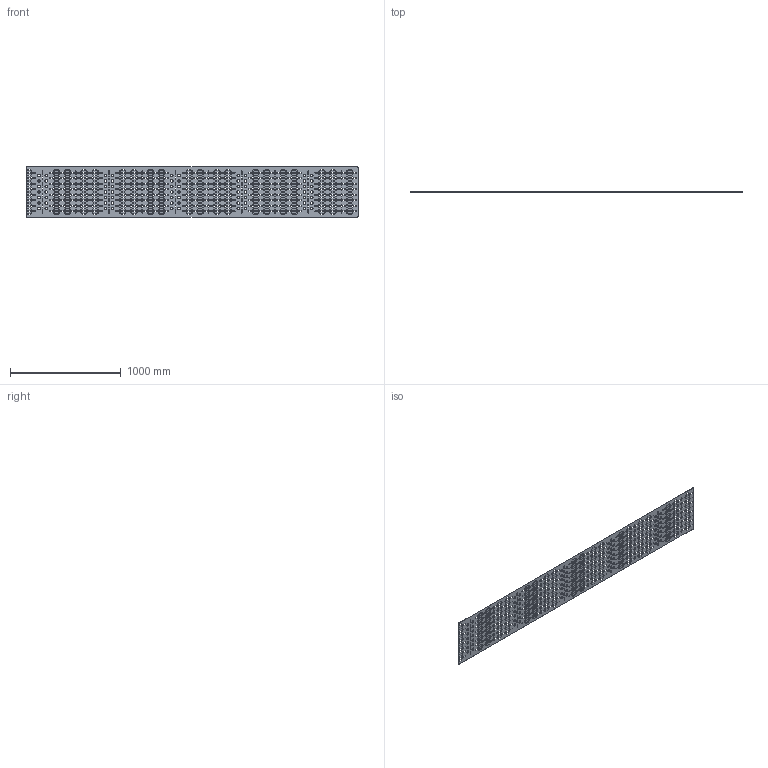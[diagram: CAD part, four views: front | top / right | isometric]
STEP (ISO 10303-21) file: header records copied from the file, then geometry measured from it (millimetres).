
FILE_DESCRIPTION (( 'STEP AP203' ), '1' );
FILE_NAME ('ÊÈÂÀ 195.00.09 Äîííàÿ âñòàâêà äëÿ ëîòêà LESTA_3000õ500.step', '2022-01-27T11:28:06', ( '' ), ( '' ), 'SwSTEP 2.0', 'SolidWorks 2017', '' );
FILE_SCHEMA (( 'CONFIG_CONTROL_DESIGN' ));
Products named in the file (1): ÊÈÂÀ 195.00.09 Äîííàÿ âñòàâêà äëÿ ëîòêà LESTA_3000õ500
Bounding box: 3000 x 1.2 x 455 mm (x, y, z)
Volume: 1370395.6 mm3; surface area: 2377648.7 mm2
Topology: 1 solids, 1 shells, 4618 faces, 13848 edges, 9232 vertices
Faces by surface type: cylinder 2668, plane 1950
Entity records: 161933 total; most frequent: DIRECTION 28422, CARTESIAN_POINT 27699, ORIENTED_EDGE 27696, EDGE_CURVE 13848, AXIS2_PLACEMENT_3D 9955, VERTEX_POINT 9232, LINE 8512, VECTOR 8512
